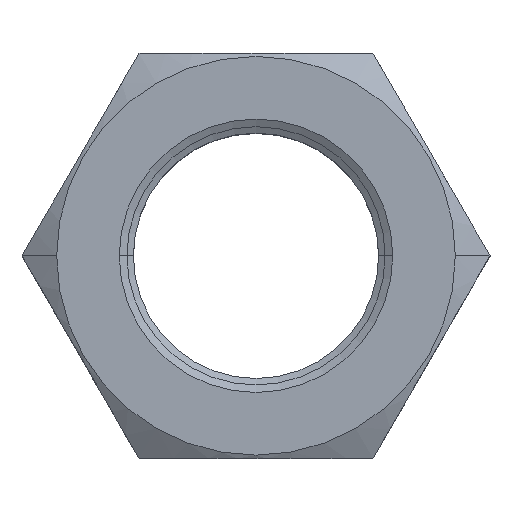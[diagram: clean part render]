
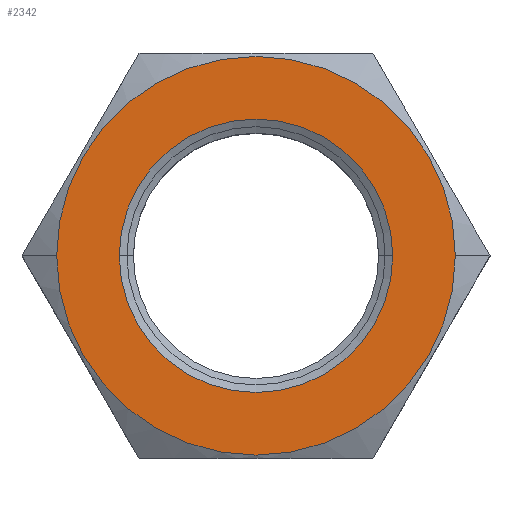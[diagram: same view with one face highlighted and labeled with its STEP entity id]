
A CAD part, top view. The second image highlights one B-rep face of the part: STEP entity #2342.
In plain terms, the highlighted planar face has unit normal (0, 0, 1).
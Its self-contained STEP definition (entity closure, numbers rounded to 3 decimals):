
#7 = VERTEX_POINT ( 'NONE', #3006 ) ;
#106 = DIRECTION ( 'NONE',  ( 0., 0., -1. ) ) ;
#124 = ORIENTED_EDGE ( 'NONE', *, *, #1382, .T. ) ;
#199 = AXIS2_PLACEMENT_3D ( 'NONE', #3158, #1617, #3051 ) ;
#299 = AXIS2_PLACEMENT_3D ( 'NONE', #2822, #604, #2459 ) ;
#343 = CIRCLE ( 'NONE', #2238, 15.518 ) ;
#462 = ORIENTED_EDGE ( 'NONE', *, *, #706, .F. ) ;
#466 = ORIENTED_EDGE ( 'NONE', *, *, #1669, .T. ) ;
#504 = ORIENTED_EDGE ( 'NONE', *, *, #938, .F. ) ;
#604 = DIRECTION ( 'NONE',  ( 0., 0., -1. ) ) ;
#637 = CARTESIAN_POINT ( 'NONE',  ( 0., 0., 0. ) ) ;
#706 = EDGE_CURVE ( 'NONE', #3105, #7, #2376, .T. ) ;
#929 = AXIS2_PLACEMENT_3D ( 'NONE', #1779, #1844, #1857 ) ;
#938 = EDGE_CURVE ( 'NONE', #7, #3105, #2619, .T. ) ;
#949 = DIRECTION ( 'NONE',  ( 1., 0., 0. ) ) ;
#1333 = CARTESIAN_POINT ( 'NONE',  ( 22.625, 0., 0. ) ) ;
#1337 = FACE_OUTER_BOUND ( 'NONE', #2013, .T. ) ;
#1382 = EDGE_CURVE ( 'NONE', #3153, #1711, #1630, .T. ) ;
#1392 = AXIS2_PLACEMENT_3D ( 'NONE', #2007, #1401, #2850 ) ;
#1401 = DIRECTION ( 'NONE',  ( 0., 0., -1. ) ) ;
#1450 = EDGE_LOOP ( 'NONE', ( #466, #124 ) ) ;
#1617 = DIRECTION ( 'NONE',  ( 0., 0., -1. ) ) ;
#1630 = CIRCLE ( 'NONE', #1392, 15.518 ) ;
#1669 = EDGE_CURVE ( 'NONE', #1711, #3153, #343, .T. ) ;
#1711 = VERTEX_POINT ( 'NONE', #1945 ) ;
#1779 = CARTESIAN_POINT ( 'NONE',  ( 13.279, -23., 0. ) ) ;
#1834 = PLANE ( 'NONE',  #929 ) ;
#1844 = DIRECTION ( 'NONE',  ( 0., 0., 1. ) ) ;
#1857 = DIRECTION ( 'NONE',  ( 1., 0., 0. ) ) ;
#1945 = CARTESIAN_POINT ( 'NONE',  ( 15.518, 0., 0. ) ) ;
#2007 = CARTESIAN_POINT ( 'NONE',  ( 0., 0., 0. ) ) ;
#2013 = EDGE_LOOP ( 'NONE', ( #504, #462 ) ) ;
#2238 = AXIS2_PLACEMENT_3D ( 'NONE', #637, #106, #949 ) ;
#2342 = ADVANCED_FACE ( 'NONE', ( #3240, #1337 ), #1834, .T. ) ;
#2376 = CIRCLE ( 'NONE', #199, 22.625 ) ;
#2459 = DIRECTION ( 'NONE',  ( -1., 0., 0. ) ) ;
#2559 = CARTESIAN_POINT ( 'NONE',  ( -15.518, 0., 0. ) ) ;
#2619 = CIRCLE ( 'NONE', #299, 22.625 ) ;
#2822 = CARTESIAN_POINT ( 'NONE',  ( 0., 0., 0. ) ) ;
#2850 = DIRECTION ( 'NONE',  ( 1., 0., 0. ) ) ;
#3006 = CARTESIAN_POINT ( 'NONE',  ( -22.625, 0., 0. ) ) ;
#3051 = DIRECTION ( 'NONE',  ( -1., 0., 0. ) ) ;
#3105 = VERTEX_POINT ( 'NONE', #1333 ) ;
#3153 = VERTEX_POINT ( 'NONE', #2559 ) ;
#3158 = CARTESIAN_POINT ( 'NONE',  ( 0., 0., 0. ) ) ;
#3240 = FACE_BOUND ( 'NONE', #1450, .T. ) ;
